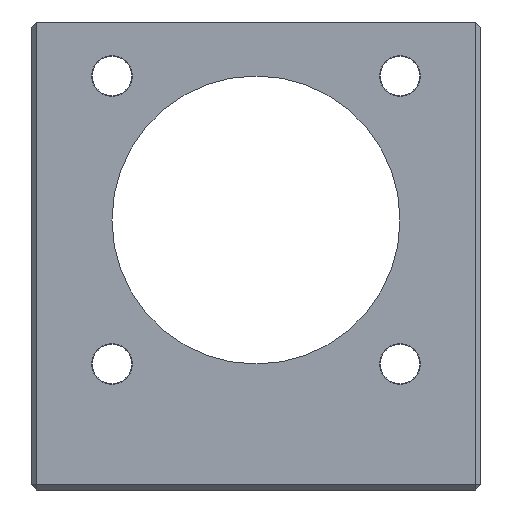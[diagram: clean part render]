
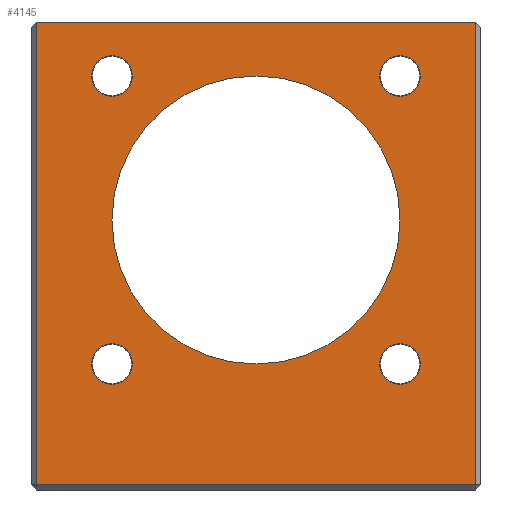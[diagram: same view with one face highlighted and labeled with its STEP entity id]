
A CAD part, front view. The second image highlights one B-rep face of the part: STEP entity #4145.
In plain terms, the highlighted planar face has unit normal (0, -1, 0).
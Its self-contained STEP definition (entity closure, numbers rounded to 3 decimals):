
#20 = EDGE_CURVE ( 'NONE', #4968, #501, #1292, .T. ) ;
#68 = EDGE_LOOP ( 'NONE', ( #5678, #5327 ) ) ;
#78 = DIRECTION ( 'NONE',  ( 0., 1., 0. ) ) ;
#95 = CIRCLE ( 'NONE', #3676, 1.125 ) ;
#110 = CIRCLE ( 'NONE', #1038, 8. ) ;
#151 = EDGE_CURVE ( 'NONE', #4632, #937, #4237, .T. ) ;
#159 = CIRCLE ( 'NONE', #4664, 1.125 ) ;
#234 = ORIENTED_EDGE ( 'NONE', *, *, #6077, .T. ) ;
#246 = EDGE_LOOP ( 'NONE', ( #3607, #234 ) ) ;
#260 = CARTESIAN_POINT ( 'NONE',  ( 12.2, -21.5, 0.3 ) ) ;
#263 = CARTESIAN_POINT ( 'NONE',  ( -8., -21.5, 7. ) ) ;
#421 = DIRECTION ( 'NONE',  ( 0., 1., 0. ) ) ;
#424 = DIRECTION ( 'NONE',  ( 0., 0., 1. ) ) ;
#501 = VERTEX_POINT ( 'NONE', #4885 ) ;
#514 = EDGE_CURVE ( 'NONE', #1377, #774, #159, .T. ) ;
#589 = AXIS2_PLACEMENT_3D ( 'NONE', #5314, #2190, #2552 ) ;
#604 = DIRECTION ( 'NONE',  ( 0., 1., 0. ) ) ;
#648 = CIRCLE ( 'NONE', #2487, 1.125 ) ;
#660 = EDGE_LOOP ( 'NONE', ( #6139, #4683 ) ) ;
#726 = VERTEX_POINT ( 'NONE', #2632 ) ;
#765 = VERTEX_POINT ( 'NONE', #260 ) ;
#774 = VERTEX_POINT ( 'NONE', #5134 ) ;
#810 = DIRECTION ( 'NONE',  ( 0., 1., 0. ) ) ;
#814 = CARTESIAN_POINT ( 'NONE',  ( 0., -21.5, 7. ) ) ;
#838 = VERTEX_POINT ( 'NONE', #814 ) ;
#842 = CARTESIAN_POINT ( 'NONE',  ( -8., -21.5, 23. ) ) ;
#937 = VERTEX_POINT ( 'NONE', #4323 ) ;
#955 = CARTESIAN_POINT ( 'NONE',  ( 8., -21.5, 23. ) ) ;
#1038 = AXIS2_PLACEMENT_3D ( 'NONE', #2960, #3025, #1543 ) ;
#1124 = CARTESIAN_POINT ( 'NONE',  ( -12.2, -21.5, 26. ) ) ;
#1125 = FACE_OUTER_BOUND ( 'NONE', #1341, .T. ) ;
#1165 = CARTESIAN_POINT ( 'NONE',  ( 8., -21.5, 24.125 ) ) ;
#1292 = LINE ( 'NONE', #2770, #2292 ) ;
#1341 = EDGE_LOOP ( 'NONE', ( #6200, #5481, #2531, #3195 ) ) ;
#1377 = VERTEX_POINT ( 'NONE', #5981 ) ;
#1414 = DIRECTION ( 'NONE',  ( 0., 1., 0. ) ) ;
#1417 = AXIS2_PLACEMENT_3D ( 'NONE', #955, #604, #1429 ) ;
#1429 = DIRECTION ( 'NONE',  ( 0., 0., 1. ) ) ;
#1448 = CARTESIAN_POINT ( 'NONE',  ( 8., -21.5, 7. ) ) ;
#1514 = VERTEX_POINT ( 'NONE', #1165 ) ;
#1543 = DIRECTION ( 'NONE',  ( 0., 0., 1. ) ) ;
#1662 = FACE_BOUND ( 'NONE', #4000, .T. ) ;
#1696 = VECTOR ( 'NONE', #4009, 1000. ) ;
#1730 = FACE_BOUND ( 'NONE', #68, .T. ) ;
#1839 = CIRCLE ( 'NONE', #5633, 1.125 ) ;
#2174 = FACE_BOUND ( 'NONE', #3642, .T. ) ;
#2190 = DIRECTION ( 'NONE',  ( 0., 1., 0. ) ) ;
#2206 = EDGE_CURVE ( 'NONE', #5256, #838, #3962, .T. ) ;
#2279 = LINE ( 'NONE', #4747, #5728 ) ;
#2292 = VECTOR ( 'NONE', #5760, 1000. ) ;
#2420 = CIRCLE ( 'NONE', #3236, 1.125 ) ;
#2487 = AXIS2_PLACEMENT_3D ( 'NONE', #842, #810, #424 ) ;
#2531 = ORIENTED_EDGE ( 'NONE', *, *, #3945, .T. ) ;
#2552 = DIRECTION ( 'NONE',  ( 0., 0., 1. ) ) ;
#2632 = CARTESIAN_POINT ( 'NONE',  ( -8., -21.5, 8.125 ) ) ;
#2729 = DIRECTION ( 'NONE',  ( 0., 0., 1. ) ) ;
#2770 = CARTESIAN_POINT ( 'NONE',  ( -12.5, -21.5, 26. ) ) ;
#2960 = CARTESIAN_POINT ( 'NONE',  ( 0., -21.5, 15. ) ) ;
#2980 = ORIENTED_EDGE ( 'NONE', *, *, #151, .T. ) ;
#2989 = DIRECTION ( 'NONE',  ( 0., 1., 0. ) ) ;
#3025 = DIRECTION ( 'NONE',  ( 0., 1., 0. ) ) ;
#3083 = DIRECTION ( 'NONE',  ( 0., 1., 0. ) ) ;
#3114 = CARTESIAN_POINT ( 'NONE',  ( -8., -21.5, 5.875 ) ) ;
#3195 = ORIENTED_EDGE ( 'NONE', *, *, #3851, .T. ) ;
#3236 = AXIS2_PLACEMENT_3D ( 'NONE', #5318, #421, #5772 ) ;
#3300 = ORIENTED_EDGE ( 'NONE', *, *, #3749, .T. ) ;
#3315 = ORIENTED_EDGE ( 'NONE', *, *, #3957, .T. ) ;
#3334 = DIRECTION ( 'NONE',  ( 0., 0., 1. ) ) ;
#3351 = EDGE_CURVE ( 'NONE', #5125, #1514, #3355, .T. ) ;
#3355 = CIRCLE ( 'NONE', #1417, 1.125 ) ;
#3472 = CARTESIAN_POINT ( 'NONE',  ( -8., -21.5, 23. ) ) ;
#3478 = AXIS2_PLACEMENT_3D ( 'NONE', #4160, #3083, #5129 ) ;
#3607 = ORIENTED_EDGE ( 'NONE', *, *, #514, .T. ) ;
#3642 = EDGE_LOOP ( 'NONE', ( #2980, #4746 ) ) ;
#3676 = AXIS2_PLACEMENT_3D ( 'NONE', #263, #4597, #2729 ) ;
#3749 = EDGE_CURVE ( 'NONE', #726, #5307, #95, .T. ) ;
#3756 = CARTESIAN_POINT ( 'NONE',  ( -12.2, -21.5, 26. ) ) ;
#3808 = DIRECTION ( 'NONE',  ( 0., 0., 1. ) ) ;
#3819 = CARTESIAN_POINT ( 'NONE',  ( -12.5, -21.5, 0.3 ) ) ;
#3820 = CARTESIAN_POINT ( 'NONE',  ( -12.2, -21.5, 0.3 ) ) ;
#3827 = CARTESIAN_POINT ( 'NONE',  ( -8., -21.5, 21.875 ) ) ;
#3851 = EDGE_CURVE ( 'NONE', #765, #501, #2279, .T. ) ;
#3891 = DIRECTION ( 'NONE',  ( 0., 0., 1. ) ) ;
#3945 = EDGE_CURVE ( 'NONE', #4978, #765, #4201, .T. ) ;
#3957 = EDGE_CURVE ( 'NONE', #5307, #726, #1839, .T. ) ;
#3962 = CIRCLE ( 'NONE', #589, 8. ) ;
#4000 = EDGE_LOOP ( 'NONE', ( #3315, #3300 ) ) ;
#4009 = DIRECTION ( 'NONE',  ( 0., 0., -1. ) ) ;
#4036 = LINE ( 'NONE', #1124, #1696 ) ;
#4145 = ADVANCED_FACE ( 'NONE', ( #5523, #1662, #5039, #2174, #1730, #1125 ), #5585, .F. ) ;
#4160 = CARTESIAN_POINT ( 'NONE',  ( -12.5, -21.5, 26. ) ) ;
#4201 = LINE ( 'NONE', #3819, #4605 ) ;
#4230 = DIRECTION ( 'NONE',  ( 0., 0., 1. ) ) ;
#4237 = CIRCLE ( 'NONE', #5992, 1.125 ) ;
#4323 = CARTESIAN_POINT ( 'NONE',  ( -8., -21.5, 24.125 ) ) ;
#4393 = CARTESIAN_POINT ( 'NONE',  ( 8., -21.5, 21.875 ) ) ;
#4597 = DIRECTION ( 'NONE',  ( 0., 1., 0. ) ) ;
#4605 = VECTOR ( 'NONE', #6175, 1000. ) ;
#4632 = VERTEX_POINT ( 'NONE', #3827 ) ;
#4664 = AXIS2_PLACEMENT_3D ( 'NONE', #1448, #2989, #3891 ) ;
#4683 = ORIENTED_EDGE ( 'NONE', *, *, #4691, .T. ) ;
#4691 = EDGE_CURVE ( 'NONE', #838, #5256, #110, .T. ) ;
#4746 = ORIENTED_EDGE ( 'NONE', *, *, #5385, .T. ) ;
#4747 = CARTESIAN_POINT ( 'NONE',  ( 12.2, -21.5, 26. ) ) ;
#4808 = DIRECTION ( 'NONE',  ( 0., 1., 0. ) ) ;
#4885 = CARTESIAN_POINT ( 'NONE',  ( 12.2, -21.5, 26. ) ) ;
#4968 = VERTEX_POINT ( 'NONE', #3756 ) ;
#4978 = VERTEX_POINT ( 'NONE', #3820 ) ;
#5039 = FACE_BOUND ( 'NONE', #246, .T. ) ;
#5088 = CIRCLE ( 'NONE', #6015, 1.125 ) ;
#5101 = CARTESIAN_POINT ( 'NONE',  ( 0., -21.5, 23. ) ) ;
#5125 = VERTEX_POINT ( 'NONE', #4393 ) ;
#5129 = DIRECTION ( 'NONE',  ( 0., 0., 1. ) ) ;
#5134 = CARTESIAN_POINT ( 'NONE',  ( 8., -21.5, 8.125 ) ) ;
#5256 = VERTEX_POINT ( 'NONE', #5101 ) ;
#5307 = VERTEX_POINT ( 'NONE', #3114 ) ;
#5314 = CARTESIAN_POINT ( 'NONE',  ( 0., -21.5, 15. ) ) ;
#5318 = CARTESIAN_POINT ( 'NONE',  ( 8., -21.5, 7. ) ) ;
#5327 = ORIENTED_EDGE ( 'NONE', *, *, #6074, .T. ) ;
#5385 = EDGE_CURVE ( 'NONE', #937, #4632, #648, .T. ) ;
#5481 = ORIENTED_EDGE ( 'NONE', *, *, #5775, .T. ) ;
#5523 = FACE_BOUND ( 'NONE', #660, .T. ) ;
#5585 = PLANE ( 'NONE',  #3478 ) ;
#5633 = AXIS2_PLACEMENT_3D ( 'NONE', #5782, #1414, #3334 ) ;
#5678 = ORIENTED_EDGE ( 'NONE', *, *, #3351, .T. ) ;
#5728 = VECTOR ( 'NONE', #4230, 1000. ) ;
#5760 = DIRECTION ( 'NONE',  ( 1., 0., 0. ) ) ;
#5772 = DIRECTION ( 'NONE',  ( 0., 0., 1. ) ) ;
#5775 = EDGE_CURVE ( 'NONE', #4968, #4978, #4036, .T. ) ;
#5782 = CARTESIAN_POINT ( 'NONE',  ( -8., -21.5, 7. ) ) ;
#5887 = DIRECTION ( 'NONE',  ( 0., 0., 1. ) ) ;
#5981 = CARTESIAN_POINT ( 'NONE',  ( 8., -21.5, 5.875 ) ) ;
#5992 = AXIS2_PLACEMENT_3D ( 'NONE', #3472, #78, #5887 ) ;
#6015 = AXIS2_PLACEMENT_3D ( 'NONE', #6293, #4808, #3808 ) ;
#6074 = EDGE_CURVE ( 'NONE', #1514, #5125, #5088, .T. ) ;
#6077 = EDGE_CURVE ( 'NONE', #774, #1377, #2420, .T. ) ;
#6139 = ORIENTED_EDGE ( 'NONE', *, *, #2206, .T. ) ;
#6175 = DIRECTION ( 'NONE',  ( 1., 0., 0. ) ) ;
#6200 = ORIENTED_EDGE ( 'NONE', *, *, #20, .F. ) ;
#6293 = CARTESIAN_POINT ( 'NONE',  ( 8., -21.5, 23. ) ) ;
